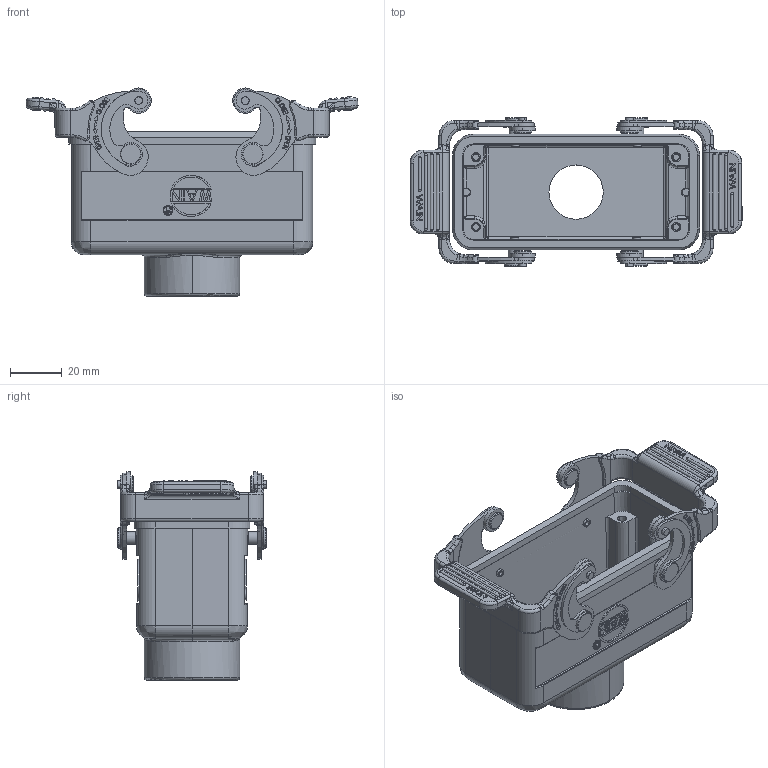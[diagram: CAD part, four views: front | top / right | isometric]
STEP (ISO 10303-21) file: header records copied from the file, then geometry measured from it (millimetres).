
FILE_DESCRIPTION(/* description */ (''),/* implementation_level */ '2;1');
FILE_NAME(/* name */ '3D_1120167411003_H16B-MCCT-2L_SC-M25_V1.0.stp',/* time_stamp */ '2024-03-16T15:35:57+08:00',/* author */ (''),/* organization */ (''),/* preprocessor_version */ 'ST-DEVELOPER v18.1',/* originating_system */ 'SIEMENS PLM Software NX 1980',/* authorisation */ '');
FILE_SCHEMA (('AUTOMOTIVE_DESIGN { 1 0 10303 214 3 1 1 1 }'));
Products named in the file (1): 3D_1120167411003_H16B-MCCT-2L_SC-M25_V1.0_stp
Bounding box: 128.47 x 57.9 x 80.52 mm (x, y, z)
Volume: 77929.6 mm3; surface area: 47649.4 mm2
Topology: 1 solids, 5 shells, 1610 faces, 4147 edges, 2641 vertices
Faces by surface type: plane 829, cylinder 393, torus 122, extrusion 84, bspline 80, cone 64, sphere 38
Full cylindrical faces by diameter (mm): 1.9 x4, 3 x8, 4.9 x4, 8 x4
Entity records: 63352 total; most frequent: CARTESIAN_POINT 21151, ORIENTED_EDGE 8084, DIRECTION 7226, EDGE_CURVE 4042, VERTEX_POINT 2638, AXIS2_PLACEMENT_3D 2479, VECTOR 2268, LINE 2184
